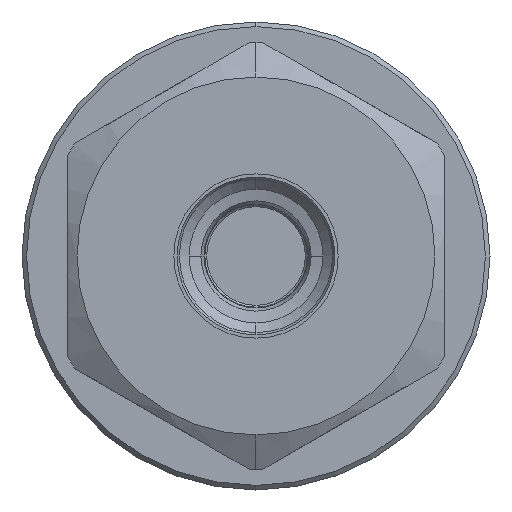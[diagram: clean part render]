
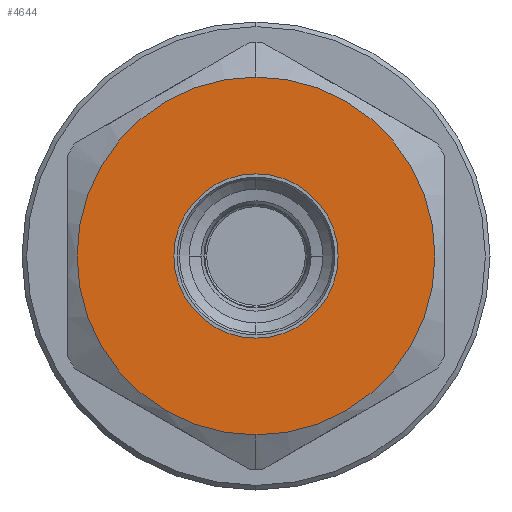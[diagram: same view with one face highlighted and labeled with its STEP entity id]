
A CAD part, left-side view. The second image highlights one B-rep face of the part: STEP entity #4644.
In plain terms, the highlighted planar face has unit normal (-1, 0, 0).
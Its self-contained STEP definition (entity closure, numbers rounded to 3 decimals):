
#112 = EDGE_CURVE ( 'NONE', #2641, #1164, #1551, .T. ) ;
#161 = CARTESIAN_POINT ( 'NONE',  ( 0., 0., 0. ) ) ;
#172 = EDGE_CURVE ( 'NONE', #1164, #2641, #1406, .T. ) ;
#210 = FACE_OUTER_BOUND ( 'NONE', #1680, .T. ) ;
#678 = VERTEX_POINT ( 'NONE', #1958 ) ;
#717 = DIRECTION ( 'NONE',  ( 0., 0., 1. ) ) ;
#719 = ORIENTED_EDGE ( 'NONE', *, *, #3445, .F. ) ;
#895 = AXIS2_PLACEMENT_3D ( 'NONE', #3598, #1110, #717 ) ;
#903 = CARTESIAN_POINT ( 'NONE',  ( 0., 8.955, 0. ) ) ;
#1048 = EDGE_CURVE ( 'NONE', #678, #5849, #4202, .T. ) ;
#1095 = AXIS2_PLACEMENT_3D ( 'NONE', #2705, #5320, #1339 ) ;
#1110 = DIRECTION ( 'NONE',  ( -1., 0., 0. ) ) ;
#1164 = VERTEX_POINT ( 'NONE', #5720 ) ;
#1180 = FACE_BOUND ( 'NONE', #5647, .T. ) ;
#1339 = DIRECTION ( 'NONE',  ( 0., 0., -1. ) ) ;
#1356 = DIRECTION ( 'NONE',  ( 0., 0., -1. ) ) ;
#1406 = CIRCLE ( 'NONE', #4781, 19.5 ) ;
#1427 = DIRECTION ( 'NONE',  ( 0., 0., -1. ) ) ;
#1551 = CIRCLE ( 'NONE', #1095, 19.5 ) ;
#1680 = EDGE_LOOP ( 'NONE', ( #1806, #2154 ) ) ;
#1806 = ORIENTED_EDGE ( 'NONE', *, *, #112, .F. ) ;
#1821 = DIRECTION ( 'NONE',  ( -1., 0., 0. ) ) ;
#1958 = CARTESIAN_POINT ( 'NONE',  ( 0., 0., 8.955 ) ) ;
#1969 = CIRCLE ( 'NONE', #6227, 8.955 ) ;
#2154 = ORIENTED_EDGE ( 'NONE', *, *, #172, .F. ) ;
#2555 = DIRECTION ( 'NONE',  ( 1., 0., 0. ) ) ;
#2641 = VERTEX_POINT ( 'NONE', #3167 ) ;
#2705 = CARTESIAN_POINT ( 'NONE',  ( 0., 0., 0. ) ) ;
#3167 = CARTESIAN_POINT ( 'NONE',  ( 0., 0., -19.5 ) ) ;
#3445 = EDGE_CURVE ( 'NONE', #5849, #678, #1969, .T. ) ;
#3461 = ORIENTED_EDGE ( 'NONE', *, *, #1048, .F. ) ;
#3598 = CARTESIAN_POINT ( 'NONE',  ( 0., 0., 0. ) ) ;
#3602 = AXIS2_PLACEMENT_3D ( 'NONE', #903, #4808, #1427 ) ;
#3716 = DIRECTION ( 'NONE',  ( 0., 0., 1. ) ) ;
#4079 = PLANE ( 'NONE',  #3602 ) ;
#4202 = CIRCLE ( 'NONE', #895, 8.955 ) ;
#4221 = CARTESIAN_POINT ( 'NONE',  ( 0., 0., 0. ) ) ;
#4644 = ADVANCED_FACE ( 'NONE', ( #210, #1180 ), #4079, .F. ) ;
#4781 = AXIS2_PLACEMENT_3D ( 'NONE', #161, #2555, #1356 ) ;
#4808 = DIRECTION ( 'NONE',  ( 1., 0., 0. ) ) ;
#5261 = CARTESIAN_POINT ( 'NONE',  ( 0., 0., -8.955 ) ) ;
#5320 = DIRECTION ( 'NONE',  ( 1., 0., 0. ) ) ;
#5647 = EDGE_LOOP ( 'NONE', ( #3461, #719 ) ) ;
#5720 = CARTESIAN_POINT ( 'NONE',  ( 0., 0., 19.5 ) ) ;
#5849 = VERTEX_POINT ( 'NONE', #5261 ) ;
#6227 = AXIS2_PLACEMENT_3D ( 'NONE', #4221, #1821, #3716 ) ;
